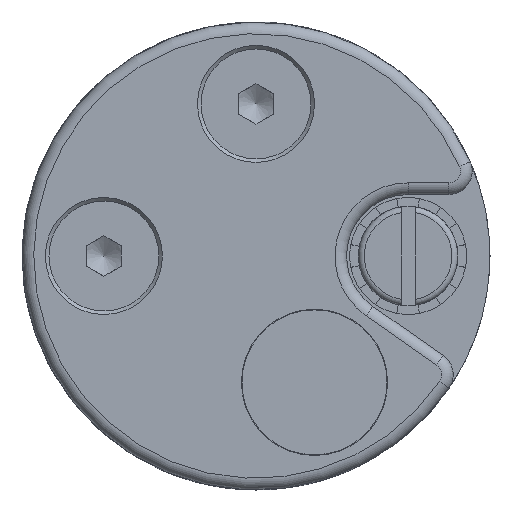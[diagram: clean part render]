
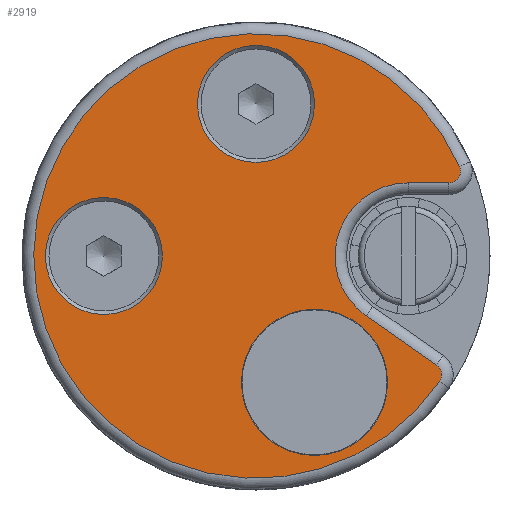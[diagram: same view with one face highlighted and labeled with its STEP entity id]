
A CAD part, left-side view. The second image highlights one B-rep face of the part: STEP entity #2919.
In plain terms, the highlighted planar face has unit normal (-1, 0, 0).
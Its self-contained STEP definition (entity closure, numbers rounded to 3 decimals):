
#9=DIRECTION('',(0.,0.,-1.));
#10=DIRECTION('',(-1.,0.,0.));
#77=DIRECTION('',(0.,0.,1.));
#78=DIRECTION('',(1.,0.,0.));
#81=DIRECTION('',(0.,-1.,0.));
#95=DIRECTION('',(0.,1.,0.));
#925=VECTOR('',#95,1.);
#1512=CARTESIAN_POINT('',(-30.075,-5.,-10.8));
#2619=CARTESIAN_POINT('',(-30.075,-15.688,-10.719));
#2620=VERTEX_POINT('',#2619);
#2636=CARTESIAN_POINT('',(-30.075,-15.436,-9.335));
#2637=VERTEX_POINT('',#2636);
#2640=CARTESIAN_POINT('',(-30.075,-14.862,-10.155));
#2641=DIRECTION('',(0.,-0.984,0.179));
#2642=AXIS2_PLACEMENT_3D('',#2640,#78,#2641);
#2643=CIRCLE('',#2642,1.);
#2644=EDGE_CURVE('',#2637,#2620,#2643,.T.);
#2690=CARTESIAN_POINT('',(-30.075,-17.391,7.653));
#2691=VERTEX_POINT('',#2690);
#2694=CARTESIAN_POINT('',(-30.075,-16.475,7.25));
#2695=DIRECTION('',(0.,-0.837,-0.546));
#2696=AXIS2_PLACEMENT_3D('',#2694,#78,#2695);
#2697=CIRCLE('',#2696,1.);
#2698=CARTESIAN_POINT('',(-30.075,-16.475,6.25));
#2699=VERTEX_POINT('',#2698);
#2700=EDGE_CURVE('',#2691,#2699,#2697,.T.);
#2715=DIRECTION('',(0.,0.993,0.117));
#2722=CARTESIAN_POINT('',(-30.075,0.,0.));
#2723=AXIS2_PLACEMENT_3D('',#2722,#78,#2715);
#2724=CIRCLE('',#2723,19.);
#2725=VERTEX_POINT('',#2619);
#2726=EDGE_CURVE('',#2725,#2691,#2724,.T.);
#2737=DIRECTION('',(0.,-0.819,-0.574));
#2742=CARTESIAN_POINT('',(-30.075,-9.415,-5.12));
#2743=VERTEX_POINT('',#2742);
#2746=VECTOR('',#2737,1.);
#2747=LINE('',#2742,#2746);
#2748=EDGE_CURVE('',#2743,#2637,#2747,.T.);
#2768=CARTESIAN_POINT('',(-30.075,-13.,6.25));
#2769=VERTEX_POINT('',#2768);
#2772=CARTESIAN_POINT('',(-30.075,-13.,0.));
#2773=DIRECTION('',(0.,0.954,0.301));
#2774=AXIS2_PLACEMENT_3D('',#2772,#10,#2773);
#2775=CIRCLE('',#2774,6.25);
#2776=EDGE_CURVE('',#2769,#2743,#2775,.T.);
#2793=LINE('',#2698,#925);
#2794=VERTEX_POINT('',#2698);
#2795=EDGE_CURVE('',#2794,#2769,#2793,.T.);
#2882=CARTESIAN_POINT('',(-30.075,0.,-5.));
#2883=AXIS2_PLACEMENT_3D('',#2882,#78,#9);
#2884=PLANE('',#2883);
#2885=CARTESIAN_POINT('',(-30.075,0.,13.));
#2886=AXIS2_PLACEMENT_3D('',#2885,#78,#81);
#2887=CIRCLE('',#2886,5.);
#2888=CARTESIAN_POINT('',(-30.075,5.,13.));
#2889=VERTEX_POINT('',#2888);
#2890=EDGE_CURVE('',#2889,#2889,#2887,.T.);
#2891=ORIENTED_EDGE('',*,*,#2890,.T.);
#2892=EDGE_LOOP('',(#2891));
#2893=FACE_BOUND('',#2892,.T.);
#2894=CARTESIAN_POINT('',(-30.075,13.,0.));
#2895=AXIS2_PLACEMENT_3D('',#2894,#78,#77);
#2896=CIRCLE('',#2895,5.);
#2897=CARTESIAN_POINT('',(-30.075,13.,-5.));
#2898=VERTEX_POINT('',#2897);
#2899=EDGE_CURVE('',#2898,#2898,#2896,.T.);
#2900=ORIENTED_EDGE('',*,*,#2899,.T.);
#2901=EDGE_LOOP('',(#2900));
#2902=FACE_BOUND('',#2901,.T.);
#2903=AXIS2_PLACEMENT_3D('',#1512,#78,#77);
#2904=CIRCLE('',#2903,6.25);
#2905=CARTESIAN_POINT('',(-30.075,-5.,-17.05));
#2906=VERTEX_POINT('',#2905);
#2907=EDGE_CURVE('',#2906,#2906,#2904,.T.);
#2908=ORIENTED_EDGE('',*,*,#2907,.T.);
#2909=EDGE_LOOP('',(#2908));
#2910=FACE_BOUND('',#2909,.T.);
#2911=ORIENTED_EDGE('',*,*,#2700,.F.);
#2912=ORIENTED_EDGE('',*,*,#2726,.F.);
#2913=ORIENTED_EDGE('',*,*,#2644,.F.);
#2914=ORIENTED_EDGE('',*,*,#2748,.F.);
#2915=ORIENTED_EDGE('',*,*,#2776,.F.);
#2916=ORIENTED_EDGE('',*,*,#2795,.F.);
#2917=EDGE_LOOP('',(#2911,#2912,#2913,#2914,#2915,#2916));
#2918=FACE_BOUND('',#2917,.T.);
#2919=ADVANCED_FACE('',(#2893,#2902,#2910,#2918),#2884,.F.);
